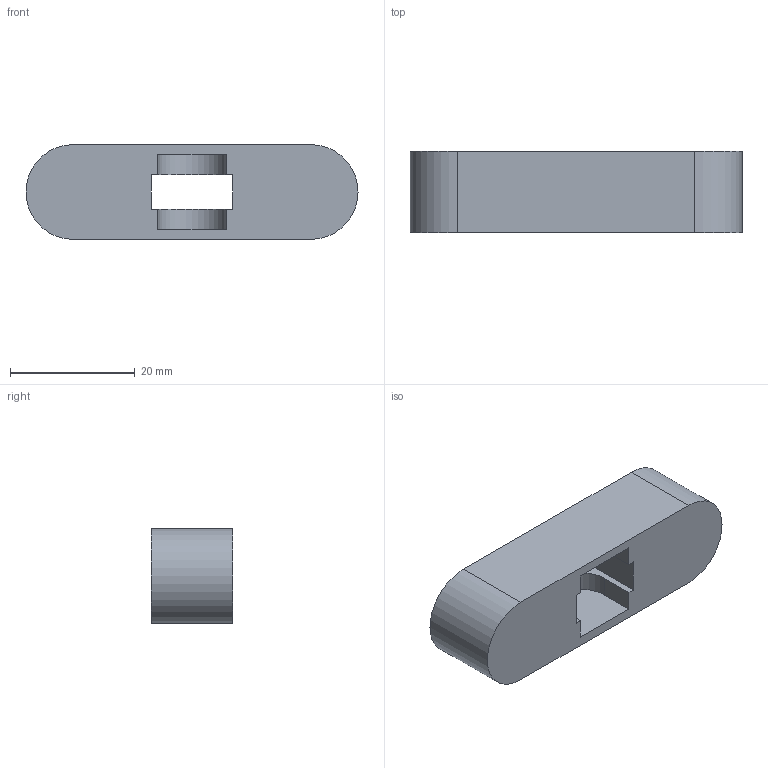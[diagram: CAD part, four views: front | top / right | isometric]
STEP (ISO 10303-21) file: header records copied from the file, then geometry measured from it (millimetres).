
FILE_DESCRIPTION(/* description */ (''),/* implementation_level */ '2;1');
FILE_NAME(/* name */ 'X axis rods end v6.step',/* time_stamp */ '2023-01-02T10:54:57+01:00',/* author */ (''),/* organization */ (''),/* preprocessor_version */ 'ST-DEVELOPER v19.2',/* originating_system */ 'Autodesk Translation Framework v11.17.0.187',/* authorisation */ '');
FILE_SCHEMA (('AUTOMOTIVE_DESIGN { 1 0 10303 214 3 1 1 }'));
Length unit declared in the file: millimetre
Products named in the file (1): X axis rods end
Bounding box: 53.2 x 13 x 15.2 mm (x, y, z)
Volume: 7710.1 mm3; surface area: 3922.2 mm2
Topology: 1 solids, 1 shells, 22 faces, 54 edges, 36 vertices
Faces by surface type: plane 16, cylinder 6
Full cylindrical faces by diameter (mm): 6.1 x2
Entity records: 687 total; most frequent: CARTESIAN_POINT 113, DIRECTION 112, ORIENTED_EDGE 108, EDGE_CURVE 54, LINE 42, VECTOR 42, VERTEX_POINT 36, AXIS2_PLACEMENT_3D 35
